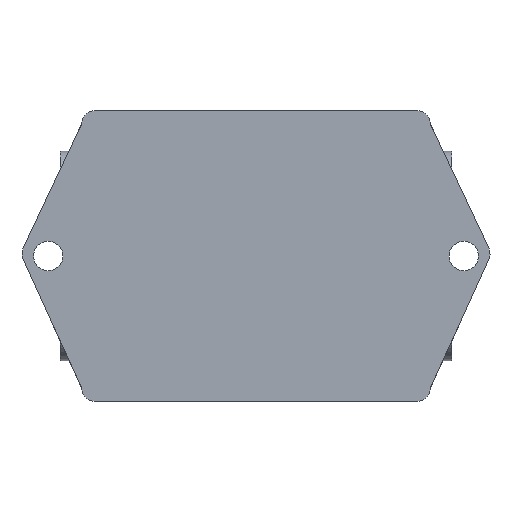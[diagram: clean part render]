
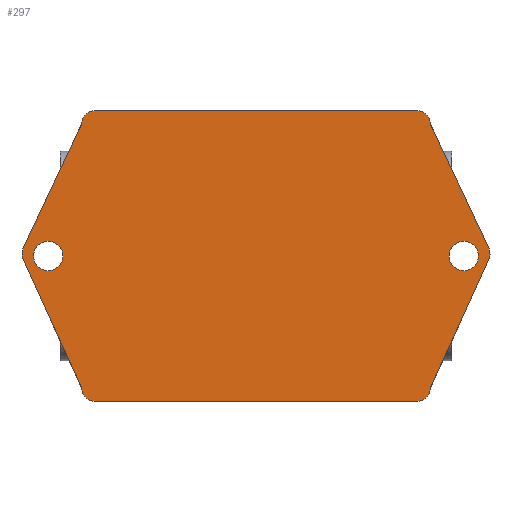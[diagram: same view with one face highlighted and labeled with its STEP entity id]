
A CAD part, front view. The second image highlights one B-rep face of the part: STEP entity #297.
In plain terms, the highlighted planar face has unit normal (0, -1, 0).
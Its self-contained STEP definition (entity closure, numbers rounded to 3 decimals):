
#1 = DIRECTION ( 'NONE',  ( 0., 0., -1. ) ) ;
#8 = CARTESIAN_POINT ( 'NONE',  ( -29., 0., 26.25 ) ) ;
#42 = ORIENTED_EDGE ( 'NONE', *, *, #883, .T. ) ;
#77 = DIRECTION ( 'NONE',  ( 0., -1., 0. ) ) ;
#118 = LINE ( 'NONE', #135, #419 ) ;
#129 = CARTESIAN_POINT ( 'NONE',  ( 29., 0., -26.25 ) ) ;
#134 = ORIENTED_EDGE ( 'NONE', *, *, #999, .T. ) ;
#135 = CARTESIAN_POINT ( 'NONE',  ( -35.051, 0., -15.944 ) ) ;
#140 = ORIENTED_EDGE ( 'NONE', *, *, #1061, .T. ) ;
#141 = AXIS2_PLACEMENT_3D ( 'NONE', #984, #360, #1078 ) ;
#147 = CARTESIAN_POINT ( 'NONE',  ( 31.5, 0., -23.75 ) ) ;
#152 = AXIS2_PLACEMENT_3D ( 'NONE', #487, #1198, #623 ) ;
#161 = DIRECTION ( 'NONE',  ( 0., -1., 0. ) ) ;
#171 = VECTOR ( 'NONE', #259, 1000. ) ;
#192 = AXIS2_PLACEMENT_3D ( 'NONE', #882, #246, #975 ) ;
#202 = AXIS2_PLACEMENT_3D ( 'NONE', #986, #363, #1080 ) ;
#208 = AXIS2_PLACEMENT_3D ( 'NONE', #1270, #694, #1 ) ;
#215 = LINE ( 'NONE', #377, #1025 ) ;
#216 = AXIS2_PLACEMENT_3D ( 'NONE', #689, #1349, #789 ) ;
#219 = CARTESIAN_POINT ( 'NONE',  ( -31.5, 0., -26.25 ) ) ;
#225 = AXIS2_PLACEMENT_3D ( 'NONE', #1067, #455, #1163 ) ;
#234 = AXIS2_PLACEMENT_3D ( 'NONE', #662, #1330, #761 ) ;
#246 = DIRECTION ( 'NONE',  ( 0., -1., 0. ) ) ;
#247 = AXIS2_PLACEMENT_3D ( 'NONE', #590, #1276, #699 ) ;
#259 = DIRECTION ( 'NONE',  ( 0.414, 0., 0.91 ) ) ;
#283 = AXIS2_PLACEMENT_3D ( 'NONE', #815, #161, #904 ) ;
#293 = VECTOR ( 'NONE', #388, 1000. ) ;
#297 = ADVANCED_FACE ( 'NONE', ( #756, #625, #638 ), #1272, .T. ) ;
#309 = CARTESIAN_POINT ( 'NONE',  ( -37.5, 0., -2.65 ) ) ;
#344 = LINE ( 'NONE', #576, #969 ) ;
#346 = VERTEX_POINT ( 'NONE', #309 ) ;
#350 = DIRECTION ( 'NONE',  ( 0.414, 0., -0.91 ) ) ;
#354 = CARTESIAN_POINT ( 'NONE',  ( 42.02, 0., -0.622 ) ) ;
#360 = DIRECTION ( 'NONE',  ( 0., -1., 0. ) ) ;
#362 = CIRCLE ( 'NONE', #283, 2.65 ) ;
#363 = DIRECTION ( 'NONE',  ( 0., -1., 0. ) ) ;
#365 = CARTESIAN_POINT ( 'NONE',  ( 31.5, 0., 23.75 ) ) ;
#377 = CARTESIAN_POINT ( 'NONE',  ( 31.5, 0., 26.25 ) ) ;
#381 = CARTESIAN_POINT ( 'NONE',  ( -31.5, 0., 23.75 ) ) ;
#388 = DIRECTION ( 'NONE',  ( -0.427, 0., -0.904 ) ) ;
#391 = CARTESIAN_POINT ( 'NONE',  ( -37.5, 0., 2.65 ) ) ;
#394 = AXIS2_PLACEMENT_3D ( 'NONE', #690, #77, #848 ) ;
#409 = ORIENTED_EDGE ( 'NONE', *, *, #1021, .T. ) ;
#419 = VECTOR ( 'NONE', #350, 1000. ) ;
#420 = VERTEX_POINT ( 'NONE', #1134 ) ;
#451 = EDGE_CURVE ( 'NONE', #951, #535, #569, .T. ) ;
#455 = DIRECTION ( 'NONE',  ( 0., -1., 0. ) ) ;
#487 = CARTESIAN_POINT ( 'NONE',  ( -39.745, 0., 0.413 ) ) ;
#514 = CIRCLE ( 'NONE', #234, 2.5 ) ;
#535 = VERTEX_POINT ( 'NONE', #129 ) ;
#539 = ORIENTED_EDGE ( 'NONE', *, *, #1023, .T. ) ;
#551 = VECTOR ( 'NONE', #764, 1000. ) ;
#569 = LINE ( 'NONE', #219, #551 ) ;
#576 = CARTESIAN_POINT ( 'NONE',  ( 34.93, 0., 16.478 ) ) ;
#590 = CARTESIAN_POINT ( 'NONE',  ( -37.5, 0., 0. ) ) ;
#623 = DIRECTION ( 'NONE',  ( 0., 0., -1. ) ) ;
#625 = FACE_BOUND ( 'NONE', #955, .T. ) ;
#635 = ORIENTED_EDGE ( 'NONE', *, *, #799, .T. ) ;
#636 = CIRCLE ( 'NONE', #152, 2.5 ) ;
#638 = FACE_OUTER_BOUND ( 'NONE', #685, .T. ) ;
#655 = CIRCLE ( 'NONE', #216, 2.65 ) ;
#662 = CARTESIAN_POINT ( 'NONE',  ( -29., 0., -23.75 ) ) ;
#681 = ORIENTED_EDGE ( 'NONE', *, *, #451, .T. ) ;
#685 = EDGE_LOOP ( 'NONE', ( #409, #134, #787, #635, #681, #539, #814, #1315, #788, #1031, #140, #42 ) ) ;
#686 = CARTESIAN_POINT ( 'NONE',  ( -42.02, 0., -0.622 ) ) ;
#689 = CARTESIAN_POINT ( 'NONE',  ( -37.5, 0., 0. ) ) ;
#690 = CARTESIAN_POINT ( 'NONE',  ( 0., 0., 0. ) ) ;
#694 = DIRECTION ( 'NONE',  ( 0., -1., 0. ) ) ;
#699 = DIRECTION ( 'NONE',  ( 0., 0., -1. ) ) ;
#715 = CARTESIAN_POINT ( 'NONE',  ( 37.5, 0., 2.65 ) ) ;
#718 = CARTESIAN_POINT ( 'NONE',  ( 29., 0., 26.25 ) ) ;
#721 = VERTEX_POINT ( 'NONE', #365 ) ;
#732 = EDGE_CURVE ( 'NONE', #1001, #1202, #362, .T. ) ;
#754 = LINE ( 'NONE', #147, #171 ) ;
#756 = FACE_BOUND ( 'NONE', #1233, .T. ) ;
#758 = EDGE_CURVE ( 'NONE', #1109, #346, #1149, .T. ) ;
#761 = DIRECTION ( 'NONE',  ( 0., 0., -1. ) ) ;
#764 = DIRECTION ( 'NONE',  ( 1., 0., 0. ) ) ;
#781 = CIRCLE ( 'NONE', #192, 2.5 ) ;
#787 = ORIENTED_EDGE ( 'NONE', *, *, #903, .T. ) ;
#788 = ORIENTED_EDGE ( 'NONE', *, *, #870, .T. ) ;
#789 = DIRECTION ( 'NONE',  ( 0., 0., -1. ) ) ;
#799 = EDGE_CURVE ( 'NONE', #1306, #951, #514, .T. ) ;
#808 = DIRECTION ( 'NONE',  ( -1., 0., 0. ) ) ;
#814 = ORIENTED_EDGE ( 'NONE', *, *, #964, .T. ) ;
#815 = CARTESIAN_POINT ( 'NONE',  ( 37.5, 0., 0. ) ) ;
#816 = CIRCLE ( 'NONE', #225, 2.65 ) ;
#833 = ORIENTED_EDGE ( 'NONE', *, *, #856, .F. ) ;
#848 = DIRECTION ( 'NONE',  ( 0., 0., -1. ) ) ;
#851 = VERTEX_POINT ( 'NONE', #686 ) ;
#854 = EDGE_CURVE ( 'NONE', #1202, #1001, #816, .T. ) ;
#856 = EDGE_CURVE ( 'NONE', #346, #1109, #655, .T. ) ;
#861 = LINE ( 'NONE', #381, #293 ) ;
#870 = EDGE_CURVE ( 'NONE', #1209, #721, #344, .T. ) ;
#881 = DIRECTION ( 'NONE',  ( -0.427, 0., 0.904 ) ) ;
#882 = CARTESIAN_POINT ( 'NONE',  ( 29., 0., 23.75 ) ) ;
#883 = EDGE_CURVE ( 'NONE', #1322, #1115, #1158, .T. ) ;
#903 = EDGE_CURVE ( 'NONE', #851, #1306, #118, .T. ) ;
#904 = DIRECTION ( 'NONE',  ( 0., 0., -1. ) ) ;
#924 = EDGE_CURVE ( 'NONE', #721, #1083, #781, .T. ) ;
#951 = VERTEX_POINT ( 'NONE', #981 ) ;
#955 = EDGE_LOOP ( 'NONE', ( #1292, #1241 ) ) ;
#956 = EDGE_CURVE ( 'NONE', #1176, #1209, #1010, .T. ) ;
#964 = EDGE_CURVE ( 'NONE', #420, #1176, #754, .T. ) ;
#969 = VECTOR ( 'NONE', #881, 1000. ) ;
#975 = DIRECTION ( 'NONE',  ( 0., 0., -1. ) ) ;
#981 = CARTESIAN_POINT ( 'NONE',  ( -29., 0., -26.25 ) ) ;
#984 = CARTESIAN_POINT ( 'NONE',  ( 29., 0., -23.75 ) ) ;
#986 = CARTESIAN_POINT ( 'NONE',  ( 39.745, 0., 0.413 ) ) ;
#999 = EDGE_CURVE ( 'NONE', #1112, #851, #636, .T. ) ;
#1001 = VERTEX_POINT ( 'NONE', #715 ) ;
#1010 = CIRCLE ( 'NONE', #202, 2.5 ) ;
#1012 = CARTESIAN_POINT ( 'NONE',  ( -42.006, 0., 1.48 ) ) ;
#1015 = CARTESIAN_POINT ( 'NONE',  ( -31.5, 0., 23.75 ) ) ;
#1021 = EDGE_CURVE ( 'NONE', #1115, #1112, #861, .T. ) ;
#1023 = EDGE_CURVE ( 'NONE', #535, #420, #1110, .T. ) ;
#1025 = VECTOR ( 'NONE', #808, 1000. ) ;
#1031 = ORIENTED_EDGE ( 'NONE', *, *, #924, .T. ) ;
#1061 = EDGE_CURVE ( 'NONE', #1083, #1322, #215, .T. ) ;
#1067 = CARTESIAN_POINT ( 'NONE',  ( 37.5, 0., 0. ) ) ;
#1077 = CARTESIAN_POINT ( 'NONE',  ( 37.5, 0., -2.65 ) ) ;
#1078 = DIRECTION ( 'NONE',  ( 0., 0., -1. ) ) ;
#1080 = DIRECTION ( 'NONE',  ( 0., 0., -1. ) ) ;
#1083 = VERTEX_POINT ( 'NONE', #718 ) ;
#1109 = VERTEX_POINT ( 'NONE', #391 ) ;
#1110 = CIRCLE ( 'NONE', #141, 2.5 ) ;
#1112 = VERTEX_POINT ( 'NONE', #1012 ) ;
#1115 = VERTEX_POINT ( 'NONE', #1015 ) ;
#1134 = CARTESIAN_POINT ( 'NONE',  ( 31.5, 0., -23.75 ) ) ;
#1149 = CIRCLE ( 'NONE', #247, 2.65 ) ;
#1158 = CIRCLE ( 'NONE', #208, 2.5 ) ;
#1163 = DIRECTION ( 'NONE',  ( 0., 0., -1. ) ) ;
#1176 = VERTEX_POINT ( 'NONE', #354 ) ;
#1177 = CARTESIAN_POINT ( 'NONE',  ( 42.006, 0., 1.48 ) ) ;
#1198 = DIRECTION ( 'NONE',  ( 0., -1., 0. ) ) ;
#1200 = CARTESIAN_POINT ( 'NONE',  ( -31.5, 0., -23.75 ) ) ;
#1202 = VERTEX_POINT ( 'NONE', #1077 ) ;
#1209 = VERTEX_POINT ( 'NONE', #1177 ) ;
#1233 = EDGE_LOOP ( 'NONE', ( #833, #1324 ) ) ;
#1241 = ORIENTED_EDGE ( 'NONE', *, *, #732, .F. ) ;
#1270 = CARTESIAN_POINT ( 'NONE',  ( -29., 0., 23.75 ) ) ;
#1272 = PLANE ( 'NONE',  #394 ) ;
#1276 = DIRECTION ( 'NONE',  ( 0., -1., 0. ) ) ;
#1292 = ORIENTED_EDGE ( 'NONE', *, *, #854, .F. ) ;
#1306 = VERTEX_POINT ( 'NONE', #1200 ) ;
#1315 = ORIENTED_EDGE ( 'NONE', *, *, #956, .T. ) ;
#1322 = VERTEX_POINT ( 'NONE', #8 ) ;
#1324 = ORIENTED_EDGE ( 'NONE', *, *, #758, .F. ) ;
#1330 = DIRECTION ( 'NONE',  ( 0., -1., 0. ) ) ;
#1349 = DIRECTION ( 'NONE',  ( 0., -1., 0. ) ) ;
